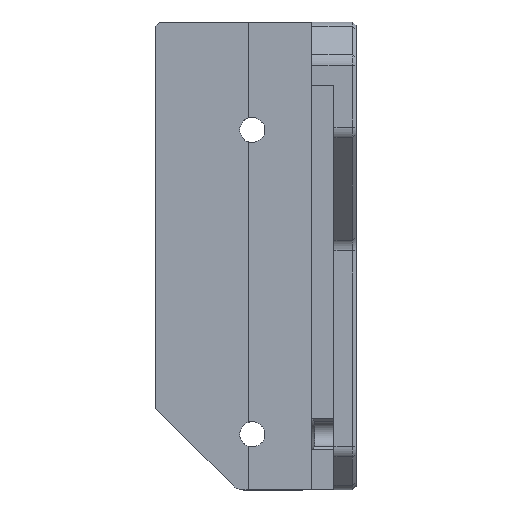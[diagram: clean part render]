
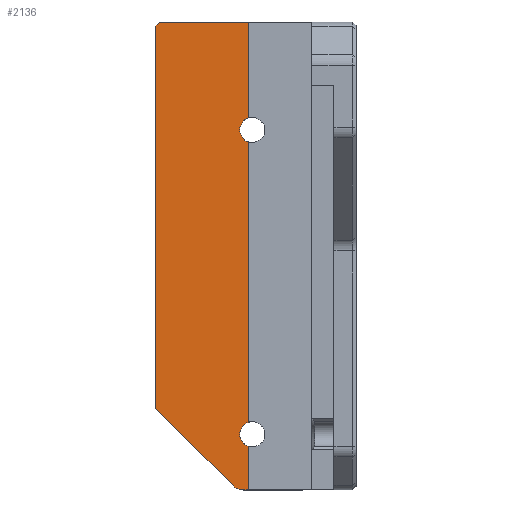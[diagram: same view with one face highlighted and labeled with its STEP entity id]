
A CAD part, top view. The second image highlights one B-rep face of the part: STEP entity #2136.
In plain terms, the highlighted planar face has unit normal (0, 0, 1).
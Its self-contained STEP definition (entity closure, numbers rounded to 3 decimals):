
#93=PLANE('',#2320);
#207=FACE_OUTER_BOUND('',#339,.T.);
#339=EDGE_LOOP('',(#1793,#1794,#1795,#1796,#1797,#1798,#1799,#1800,#1801,
#1802,#1803,#1804,#1805));
#432=LINE('',#3137,#683);
#471=LINE('',#3239,#722);
#554=LINE('',#3415,#805);
#559=LINE('',#3425,#810);
#560=LINE('',#3429,#811);
#561=LINE('',#3430,#812);
#562=LINE('',#3431,#813);
#563=LINE('',#3432,#814);
#683=VECTOR('',#2504,10.);
#722=VECTOR('',#2597,10.);
#805=VECTOR('',#2794,1000.);
#810=VECTOR('',#2801,1000.);
#811=VECTOR('',#2804,10.);
#812=VECTOR('',#2805,1000.);
#813=VECTOR('',#2806,1000.);
#814=VECTOR('',#2807,1000.);
#915=CIRCLE('',#2242,1.7);
#917=CIRCLE('',#2244,1.7);
#920=CIRCLE('',#2249,1.7);
#922=CIRCLE('',#2251,1.7);
#933=CIRCLE('',#2321,2.);
#999=VERTEX_POINT('',#3125);
#1004=VERTEX_POINT('',#3135);
#1009=VERTEX_POINT('',#3152);
#1010=VERTEX_POINT('',#3154);
#1013=VERTEX_POINT('',#3160);
#1016=VERTEX_POINT('',#3170);
#1017=VERTEX_POINT('',#3172);
#1020=VERTEX_POINT('',#3178);
#1040=VERTEX_POINT('',#3238);
#1076=VERTEX_POINT('',#3414);
#1080=VERTEX_POINT('',#3424);
#1081=VERTEX_POINT('',#3426);
#1082=VERTEX_POINT('',#3428);
#1194=EDGE_CURVE('',#999,#1004,#432,.T.);
#1203=EDGE_CURVE('',#1010,#1009,#915,.T.);
#1207=EDGE_CURVE('',#1009,#1013,#917,.T.);
#1212=EDGE_CURVE('',#1017,#1016,#920,.T.);
#1216=EDGE_CURVE('',#1016,#1020,#922,.T.);
#1245=EDGE_CURVE('',#999,#1040,#471,.T.);
#1337=EDGE_CURVE('',#1040,#1076,#554,.T.);
#1342=EDGE_CURVE('',#1080,#1004,#559,.T.);
#1343=EDGE_CURVE('',#1081,#1080,#933,.T.);
#1344=EDGE_CURVE('',#1082,#1081,#560,.F.);
#1345=EDGE_CURVE('',#1017,#1082,#561,.T.);
#1346=EDGE_CURVE('',#1010,#1020,#562,.T.);
#1347=EDGE_CURVE('',#1076,#1013,#563,.T.);
#1793=ORIENTED_EDGE('',*,*,#1245,.F.);
#1794=ORIENTED_EDGE('',*,*,#1194,.T.);
#1795=ORIENTED_EDGE('',*,*,#1342,.F.);
#1796=ORIENTED_EDGE('',*,*,#1343,.F.);
#1797=ORIENTED_EDGE('',*,*,#1344,.F.);
#1798=ORIENTED_EDGE('',*,*,#1345,.F.);
#1799=ORIENTED_EDGE('',*,*,#1212,.T.);
#1800=ORIENTED_EDGE('',*,*,#1216,.T.);
#1801=ORIENTED_EDGE('',*,*,#1346,.F.);
#1802=ORIENTED_EDGE('',*,*,#1203,.T.);
#1803=ORIENTED_EDGE('',*,*,#1207,.T.);
#1804=ORIENTED_EDGE('',*,*,#1347,.F.);
#1805=ORIENTED_EDGE('',*,*,#1337,.F.);
#2136=ADVANCED_FACE('',(#207),#93,.F.);
#2242=AXIS2_PLACEMENT_3D('',#3155,#2522,#2523);
#2244=AXIS2_PLACEMENT_3D('',#3162,#2528,#2529);
#2249=AXIS2_PLACEMENT_3D('',#3173,#2540,#2541);
#2251=AXIS2_PLACEMENT_3D('',#3180,#2546,#2547);
#2320=AXIS2_PLACEMENT_3D('',#3423,#2799,#2800);
#2321=AXIS2_PLACEMENT_3D('',#3427,#2802,#2803);
#2504=DIRECTION('',(0.,-1.,0.));
#2522=DIRECTION('center_axis',(0.,0.,
-1.));
#2523=DIRECTION('ref_axis',(1.,0.,0.));
#2528=DIRECTION('center_axis',(0.,0.,
-1.));
#2529=DIRECTION('ref_axis',(1.,0.,0.));
#2540=DIRECTION('center_axis',(0.,0.,
-1.));
#2541=DIRECTION('ref_axis',(1.,0.,0.));
#2546=DIRECTION('center_axis',(0.,0.,
-1.));
#2547=DIRECTION('ref_axis',(1.,0.,0.));
#2597=DIRECTION('',(0.707,0.707,0.));
#2794=DIRECTION('',(1.,0.,0.));
#2799=DIRECTION('center_axis',(0.,0.,
-1.));
#2800=DIRECTION('ref_axis',(1.,0.,0.));
#2801=DIRECTION('',(-0.707,0.707,0.));
#2802=DIRECTION('center_axis',(0.,0.,
-1.));
#2803=DIRECTION('ref_axis',(-1.,0.,0.));
#2804=DIRECTION('',(1.,0.,0.));
#2805=DIRECTION('',(0.,-1.,0.));
#2806=DIRECTION('',(0.,-1.,0.));
#2807=DIRECTION('',(0.,-1.,0.));
#3125=CARTESIAN_POINT('',(252.9,172.509,38.862));
#3135=CARTESIAN_POINT('',(252.9,121.009,38.862));
#3137=CARTESIAN_POINT('',(252.9,164.588,38.862));
#3152=CARTESIAN_POINT('',(264.2,158.509,38.862));
#3154=CARTESIAN_POINT('',(265.4,156.884,38.862));
#3155=CARTESIAN_POINT('Origin',(265.9,158.509,38.862));
#3160=CARTESIAN_POINT('',(265.4,160.134,38.862));
#3162=CARTESIAN_POINT('Origin',(265.9,158.509,38.862));
#3170=CARTESIAN_POINT('',(264.2,117.509,38.862));
#3172=CARTESIAN_POINT('',(265.4,115.884,38.862));
#3173=CARTESIAN_POINT('Origin',(265.9,117.509,38.862));
#3178=CARTESIAN_POINT('',(265.4,119.134,38.862));
#3180=CARTESIAN_POINT('Origin',(265.9,117.509,38.862));
#3238=CARTESIAN_POINT('',(253.4,173.009,38.862));
#3239=CARTESIAN_POINT('',(256.44,176.049,38.862));
#3414=CARTESIAN_POINT('',(265.4,173.009,38.862));
#3415=CARTESIAN_POINT('',(277.9,173.009,38.862));
#3423=CARTESIAN_POINT('Origin',(258.9,180.168,38.862));
#3424=CARTESIAN_POINT('',(263.314,110.595,38.862));
#3425=CARTESIAN_POINT('',(226.321,147.588,38.862));
#3426=CARTESIAN_POINT('',(264.728,110.009,38.862));
#3427=CARTESIAN_POINT('Origin',(264.728,112.009,38.862));
#3428=CARTESIAN_POINT('',(265.4,110.009,38.862));
#3429=CARTESIAN_POINT('',(260.4,110.009,38.862));
#3430=CARTESIAN_POINT('',(265.4,180.168,38.862));
#3431=CARTESIAN_POINT('',(265.4,180.168,38.862));
#3432=CARTESIAN_POINT('',(265.4,180.168,38.862));
